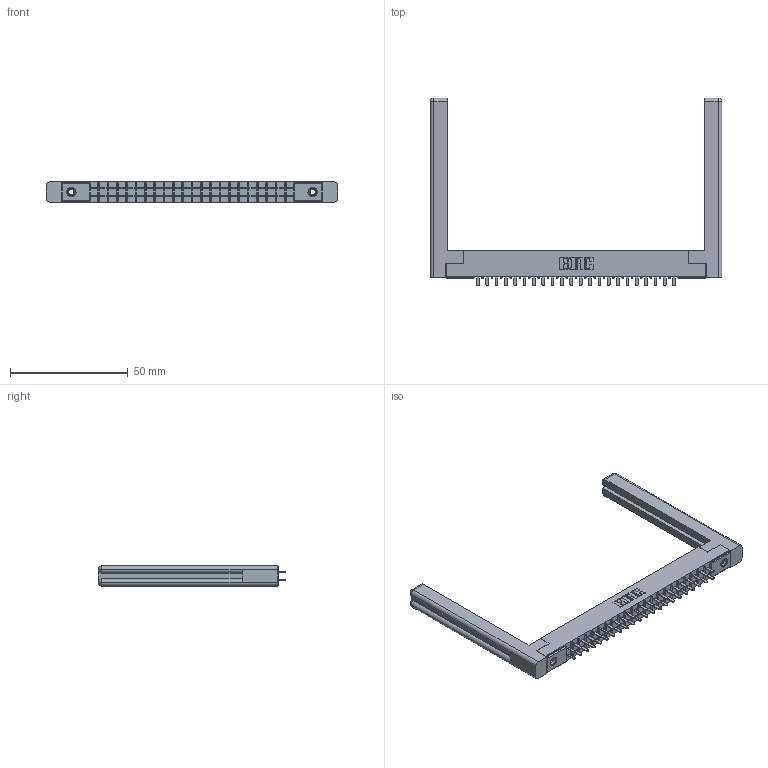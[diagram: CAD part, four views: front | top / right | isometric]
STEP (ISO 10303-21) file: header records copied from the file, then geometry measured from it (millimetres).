
FILE_DESCRIPTION (( 'STEP AP203' ), '1' );
FILE_NAME ('315-044-521-258.STEP', '2019-09-10T17:49:12', ( '' ), ( '' ), 'SwSTEP 2.0', 'SolidWorks 2016', '' );
FILE_SCHEMA (( 'CONFIG_CONTROL_DESIGN' ));
Length unit declared in the file: inch
Products named in the file (5): 315-044-521-258; 305-290-001_521; 305 Part_.156 Dia; 307-220-058; 345-250-001_345-250-001-102
Assembly tree (49 placements, depth 2):
  315-044-521-258
    305 Part_.156 Dia
    305-290-001_521  x44
    345-250-001_345-250-001-102  x2
    307-220-058  x2
Bounding box: 123.8 x 79.5 x 8.71 mm (x, y, z)
Volume: 15450.8 mm3; surface area: 19445.5 mm2
Topology: 49 solids, 49 shells, 2282 faces, 6456 edges, 4172 vertices
Faces by surface type: plane 1340, cylinder 830, sphere 88, cone 12, torus 12
Entity records: 28768 total; most frequent: CARTESIAN_POINT 4775, ORIENTED_EDGE 4678, DIRECTION 4597, EDGE_CURVE 2339, VECTOR 1861, LINE 1861, VERTEX_POINT 1492, AXIS2_PLACEMENT_3D 1368
